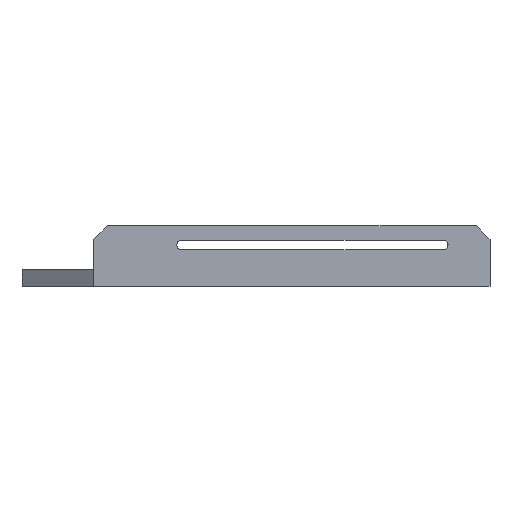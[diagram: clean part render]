
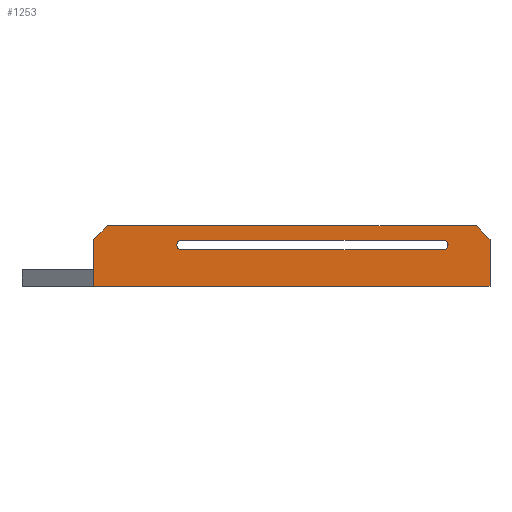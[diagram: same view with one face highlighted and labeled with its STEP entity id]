
A CAD part, left-side view. The second image highlights one B-rep face of the part: STEP entity #1253.
In plain terms, the highlighted planar face has unit normal (-1, 0, 0).
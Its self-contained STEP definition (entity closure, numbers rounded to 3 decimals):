
#8 = CARTESIAN_POINT ( 'NONE',  ( -58., 85., 0. ) ) ;
#98 = EDGE_CURVE ( 'NONE', #1630, #2155, #1598, .T. ) ;
#103 = CARTESIAN_POINT ( 'NONE',  ( -58., -27., -10.75 ) ) ;
#141 = DIRECTION ( 'NONE',  ( 0., -1., 0. ) ) ;
#254 = VERTEX_POINT ( 'NONE', #336 ) ;
#304 = CARTESIAN_POINT ( 'NONE',  ( -58., 68., -7.25 ) ) ;
#325 = AXIS2_PLACEMENT_3D ( 'NONE', #1943, #984, #1183 ) ;
#336 = CARTESIAN_POINT ( 'NONE',  ( -58., -28.75, -9. ) ) ;
#356 = EDGE_CURVE ( 'NONE', #254, #2508, #401, .T. ) ;
#363 = CARTESIAN_POINT ( 'NONE',  ( -58., -27., -7.25 ) ) ;
#379 = VERTEX_POINT ( 'NONE', #1592 ) ;
#401 = CIRCLE ( 'NONE', #1907, 1.75 ) ;
#432 = EDGE_CURVE ( 'NONE', #766, #2155, #563, .T. ) ;
#532 = ORIENTED_EDGE ( 'NONE', *, *, #1337, .T. ) ;
#563 = LINE ( 'NONE', #1356, #1658 ) ;
#585 = VECTOR ( 'NONE', #1056, 1000. ) ;
#602 = VERTEX_POINT ( 'NONE', #898 ) ;
#607 = DIRECTION ( 'NONE',  ( 0., 0., 1. ) ) ;
#766 = VERTEX_POINT ( 'NONE', #2281 ) ;
#775 = DIRECTION ( 'NONE',  ( 0., -1., 0. ) ) ;
#819 = CARTESIAN_POINT ( 'NONE',  ( -58., -59., 6. ) ) ;
#829 = DIRECTION ( 'NONE',  ( 0., -0.707, -0.707 ) ) ;
#832 = CARTESIAN_POINT ( 'NONE',  ( -58., 68., -10.75 ) ) ;
#874 = CARTESIAN_POINT ( 'NONE',  ( -58., -59., 0. ) ) ;
#885 = ORIENTED_EDGE ( 'NONE', *, *, #1451, .F. ) ;
#898 = CARTESIAN_POINT ( 'NONE',  ( -58., -54., -16. ) ) ;
#903 = DIRECTION ( 'NONE',  ( 0., 1., 0. ) ) ;
#955 = LINE ( 'NONE', #1970, #2365 ) ;
#984 = DIRECTION ( 'NONE',  ( -1., 0., 0. ) ) ;
#1024 = LINE ( 'NONE', #1913, #2135 ) ;
#1037 = ORIENTED_EDGE ( 'NONE', *, *, #2208, .T. ) ;
#1056 = DIRECTION ( 'NONE',  ( 0., -0.707, 0.707 ) ) ;
#1108 = LINE ( 'NONE', #2209, #585 ) ;
#1159 = DIRECTION ( 'NONE',  ( -1., 0., 0. ) ) ;
#1165 = ORIENTED_EDGE ( 'NONE', *, *, #2337, .F. ) ;
#1183 = DIRECTION ( 'NONE',  ( 0., -1., 0. ) ) ;
#1226 = VERTEX_POINT ( 'NONE', #2459 ) ;
#1230 = CIRCLE ( 'NONE', #1999, 1.75 ) ;
#1237 = CARTESIAN_POINT ( 'NONE',  ( -58., -59., -11. ) ) ;
#1239 = EDGE_CURVE ( 'NONE', #2508, #1903, #2016, .T. ) ;
#1253 = ADVANCED_FACE ( 'NONE', ( #1826, #1743 ), #1687, .T. ) ;
#1297 = VECTOR ( 'NONE', #1601, 1000. ) ;
#1337 = EDGE_CURVE ( 'NONE', #1226, #602, #1024, .T. ) ;
#1356 = CARTESIAN_POINT ( 'NONE',  ( -58., 85., 6. ) ) ;
#1361 = VECTOR ( 'NONE', #607, 1000. ) ;
#1420 = LINE ( 'NONE', #8, #1361 ) ;
#1451 = EDGE_CURVE ( 'NONE', #2408, #766, #1420, .T. ) ;
#1488 = EDGE_LOOP ( 'NONE', ( #532, #1935, #2262, #1804, #885, #1037 ) ) ;
#1521 = ORIENTED_EDGE ( 'NONE', *, *, #356, .F. ) ;
#1592 = CARTESIAN_POINT ( 'NONE',  ( -58., 68., -10.75 ) ) ;
#1598 = LINE ( 'NONE', #874, #2079 ) ;
#1601 = DIRECTION ( 'NONE',  ( 0., -1., 0. ) ) ;
#1630 = VERTEX_POINT ( 'NONE', #1237 ) ;
#1658 = VECTOR ( 'NONE', #775, 1000. ) ;
#1681 = EDGE_CURVE ( 'NONE', #379, #2326, #2132, .T. ) ;
#1682 = VECTOR ( 'NONE', #903, 1000. ) ;
#1687 = PLANE ( 'NONE',  #1878 ) ;
#1743 = FACE_OUTER_BOUND ( 'NONE', #1488, .T. ) ;
#1759 = EDGE_LOOP ( 'NONE', ( #2090, #2411, #1521, #1165, #1944 ) ) ;
#1804 = ORIENTED_EDGE ( 'NONE', *, *, #432, .F. ) ;
#1826 = FACE_BOUND ( 'NONE', #1759, .T. ) ;
#1834 = EDGE_CURVE ( 'NONE', #602, #1630, #1108, .T. ) ;
#1855 = DIRECTION ( 'NONE',  ( 0., 0., 1. ) ) ;
#1858 = DIRECTION ( 'NONE',  ( 0., -1., 0. ) ) ;
#1877 = DIRECTION ( 'NONE',  ( -1., 0., 0. ) ) ;
#1878 = AXIS2_PLACEMENT_3D ( 'NONE', #2236, #1877, #1858 ) ;
#1903 = VERTEX_POINT ( 'NONE', #2250 ) ;
#1907 = AXIS2_PLACEMENT_3D ( 'NONE', #2349, #1159, #2313 ) ;
#1913 = CARTESIAN_POINT ( 'NONE',  ( -58., 0., -16. ) ) ;
#1932 = CARTESIAN_POINT ( 'NONE',  ( -58., 85., -11. ) ) ;
#1935 = ORIENTED_EDGE ( 'NONE', *, *, #1834, .T. ) ;
#1943 = CARTESIAN_POINT ( 'NONE',  ( -58., 68., -9. ) ) ;
#1944 = ORIENTED_EDGE ( 'NONE', *, *, #1681, .F. ) ;
#1970 = CARTESIAN_POINT ( 'NONE',  ( -58., 90.5, -5.5 ) ) ;
#1999 = AXIS2_PLACEMENT_3D ( 'NONE', #2260, #2476, #2058 ) ;
#2016 = LINE ( 'NONE', #304, #1682 ) ;
#2058 = DIRECTION ( 'NONE',  ( 0., -1., 0. ) ) ;
#2066 = CIRCLE ( 'NONE', #325, 1.75 ) ;
#2079 = VECTOR ( 'NONE', #1855, 1000. ) ;
#2090 = ORIENTED_EDGE ( 'NONE', *, *, #2517, .F. ) ;
#2132 = LINE ( 'NONE', #832, #1297 ) ;
#2135 = VECTOR ( 'NONE', #141, 1000. ) ;
#2155 = VERTEX_POINT ( 'NONE', #819 ) ;
#2208 = EDGE_CURVE ( 'NONE', #2408, #1226, #955, .T. ) ;
#2209 = CARTESIAN_POINT ( 'NONE',  ( -58., 7.5, -77.5 ) ) ;
#2236 = CARTESIAN_POINT ( 'NONE',  ( -58., 85., 0. ) ) ;
#2250 = CARTESIAN_POINT ( 'NONE',  ( -58., 68., -7.25 ) ) ;
#2260 = CARTESIAN_POINT ( 'NONE',  ( -58., -27., -9. ) ) ;
#2262 = ORIENTED_EDGE ( 'NONE', *, *, #98, .T. ) ;
#2281 = CARTESIAN_POINT ( 'NONE',  ( -58., 85., 6. ) ) ;
#2313 = DIRECTION ( 'NONE',  ( 0., -1., 0. ) ) ;
#2326 = VERTEX_POINT ( 'NONE', #103 ) ;
#2337 = EDGE_CURVE ( 'NONE', #2326, #254, #1230, .T. ) ;
#2349 = CARTESIAN_POINT ( 'NONE',  ( -58., -27., -9. ) ) ;
#2365 = VECTOR ( 'NONE', #829, 1000. ) ;
#2408 = VERTEX_POINT ( 'NONE', #1932 ) ;
#2411 = ORIENTED_EDGE ( 'NONE', *, *, #1239, .F. ) ;
#2459 = CARTESIAN_POINT ( 'NONE',  ( -58., 80., -16. ) ) ;
#2476 = DIRECTION ( 'NONE',  ( -1., 0., 0. ) ) ;
#2508 = VERTEX_POINT ( 'NONE', #363 ) ;
#2517 = EDGE_CURVE ( 'NONE', #1903, #379, #2066, .T. ) ;
